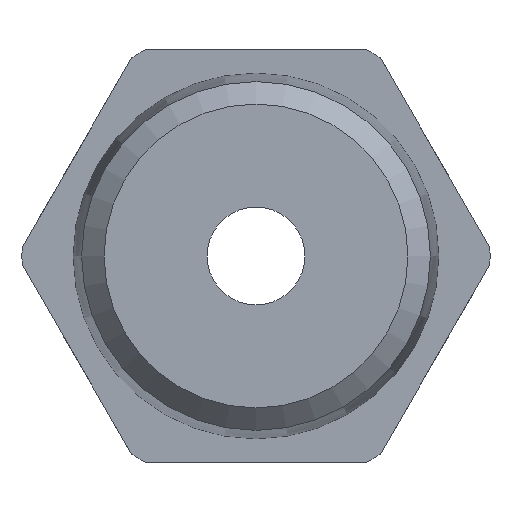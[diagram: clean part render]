
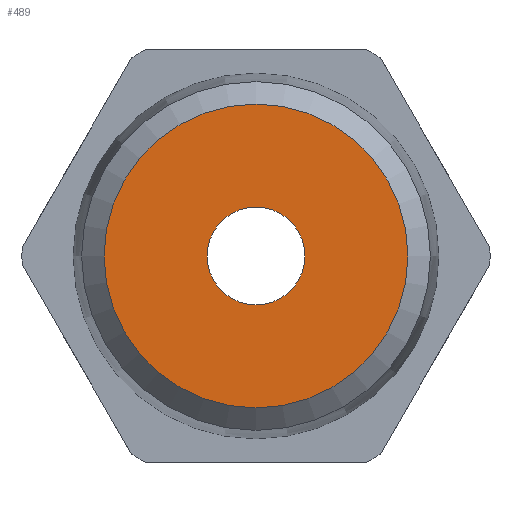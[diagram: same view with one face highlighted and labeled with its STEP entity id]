
A CAD part, front view. The second image highlights one B-rep face of the part: STEP entity #489.
In plain terms, the highlighted planar face has unit normal (0, -1, 0).
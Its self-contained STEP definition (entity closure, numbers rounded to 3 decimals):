
#84=PLANE($,#546);
#104=FACE_BOUND($,#173,.T.);
#105=FACE_BOUND($,#174,.T.);
#173=EDGE_LOOP($,(#422));
#174=EDGE_LOOP($,(#423));
#199=CIRCLE($,#512,2.25);
#215=CIRCLE($,#547,6.978);
#230=VERTEX_POINT($,#733);
#263=VERTEX_POINT($,#940);
#275=EDGE_CURVE($,#230,#230,#199,.T.);
#325=EDGE_CURVE($,#263,#263,#215,.T.);
#422=ORIENTED_EDGE($,*,*,#275,.T.);
#423=ORIENTED_EDGE($,*,*,#325,.F.);
#489=ADVANCED_FACE($,(#104,#105),#84,.T.);
#512=AXIS2_PLACEMENT_3D($,#734,#587,#588);
#546=AXIS2_PLACEMENT_3D($,#939,#674,#675);
#547=AXIS2_PLACEMENT_3D($,#941,#676,#677);
#587=DIRECTION('center_axis',(0.,1.,0.));
#588=DIRECTION('ref_axis',(-1.,0.,0.));
#674=DIRECTION('center_axis',(0.,-1.,0.));
#675=DIRECTION('ref_axis',(0.,0.,-1.));
#676=DIRECTION('center_axis',(0.,1.,0.));
#677=DIRECTION('ref_axis',(1.,0.,0.));
#733=CARTESIAN_POINT('',(-2.25,0.,0.));
#734=CARTESIAN_POINT('Origin',(0.,0.,0.));
#939=CARTESIAN_POINT('Origin',(-6.978,0.,
0.));
#940=CARTESIAN_POINT('',(-6.978,0.,0.));
#941=CARTESIAN_POINT('Origin',(0.,0.,0.));
